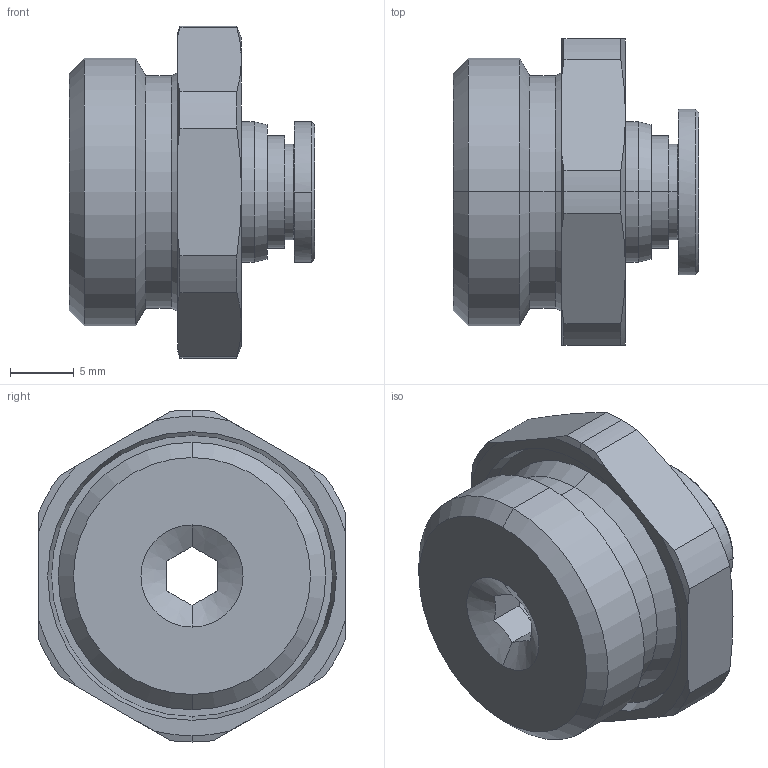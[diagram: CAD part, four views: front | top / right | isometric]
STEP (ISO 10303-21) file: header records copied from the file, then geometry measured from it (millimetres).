
FILE_DESCRIPTION((''),'2;1');
FILE_NAME('GPC 06G04(3D).stp','2012-12-20T14:19:42',(''),(''),'Mechanical Desktop.R8.0.24.0','Mechanical Desktop.R8.0.24.0',', , ');
FILE_SCHEMA(('CONFIG_CONTROL_DESIGN'));
Length unit declared in the file: millimetre
Products named in the file (2): GPC 06G04(3D); ºÎÇ°1
Assembly tree (1 placements, depth 2):
  GPC 06G04(3D)
    ºÎÇ°1
Bounding box: 19.25 x 24 x 26 mm (x, y, z)
Volume: 4929.5 mm3; surface area: 2693.9 mm2
Topology: 1 solids, 1 shells, 276 faces, 745 edges, 488 vertices
Faces by surface type: plane 185, cylinder 31, cone 30, bspline 30
Entity records: 9452 total; most frequent: CARTESIAN_POINT 2489, ORIENTED_EDGE 1490, DIRECTION 1347, EDGE_CURVE 745, VECTOR 563, LINE 563, VERTEX_POINT 488, AXIS2_PLACEMENT_3D 392
